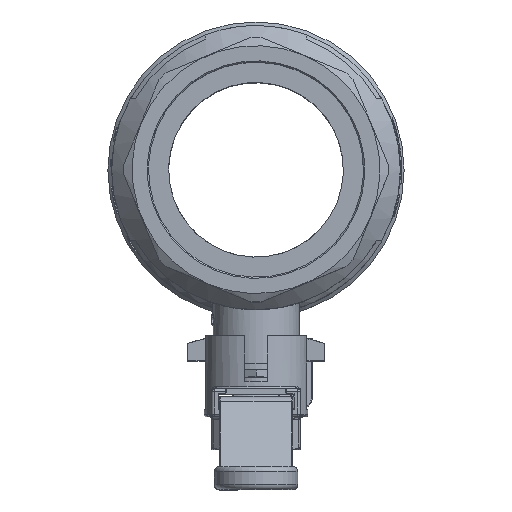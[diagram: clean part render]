
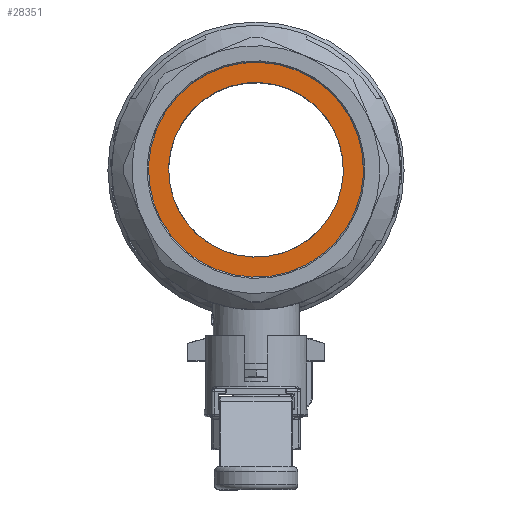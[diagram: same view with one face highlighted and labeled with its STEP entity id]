
A CAD part, top view. The second image highlights one B-rep face of the part: STEP entity #28351.
In plain terms, the highlighted planar face has unit normal (0, 0, 1).
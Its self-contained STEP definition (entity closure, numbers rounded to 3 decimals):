
#2998=PLANE('',#40102);
#13286=ORIENTED_EDGE('',*,*,#19038,.T.);
#13287=ORIENTED_EDGE('',*,*,#18784,.F.);
#18784=EDGE_CURVE('',#22257,#22257,#23385,.T.);
#19038=EDGE_CURVE('',#22412,#22412,#23436,.T.);
#22257=VERTEX_POINT('',#58324);
#22412=VERTEX_POINT('',#60956);
#23385=CIRCLE('',#39903,34.5);
#23436=CIRCLE('',#40103,42.456);
#24833=EDGE_LOOP('',(#13286));
#24834=EDGE_LOOP('',(#13287));
#26558=FACE_BOUND('',#24833,.T.);
#26559=FACE_BOUND('',#24834,.T.);
#28351=ADVANCED_FACE('',(#26558,#26559),#2998,.T.);
#39903=AXIS2_PLACEMENT_3D('',#58323,#47448,#47449);
#40102=AXIS2_PLACEMENT_3D('',#60954,#47979,#47980);
#40103=AXIS2_PLACEMENT_3D('',#60955,#47981,#47982);
#47448=DIRECTION('',(0.,0.,1.));
#47449=DIRECTION('',(0.924,-0.383,0.));
#47979=DIRECTION('',(0.,0.,1.));
#47980=DIRECTION('',(1.,0.,0.));
#47981=DIRECTION('',(0.,0.,1.));
#47982=DIRECTION('',(0.924,-0.383,0.));
#58323=CARTESIAN_POINT('',(0.,0.,3.));
#58324=CARTESIAN_POINT('',(31.874,-13.203,3.));
#60954=CARTESIAN_POINT('',(0.,0.,3.));
#60955=CARTESIAN_POINT('',(0.,0.,3.));
#60956=CARTESIAN_POINT('',(39.224,-16.247,3.));
